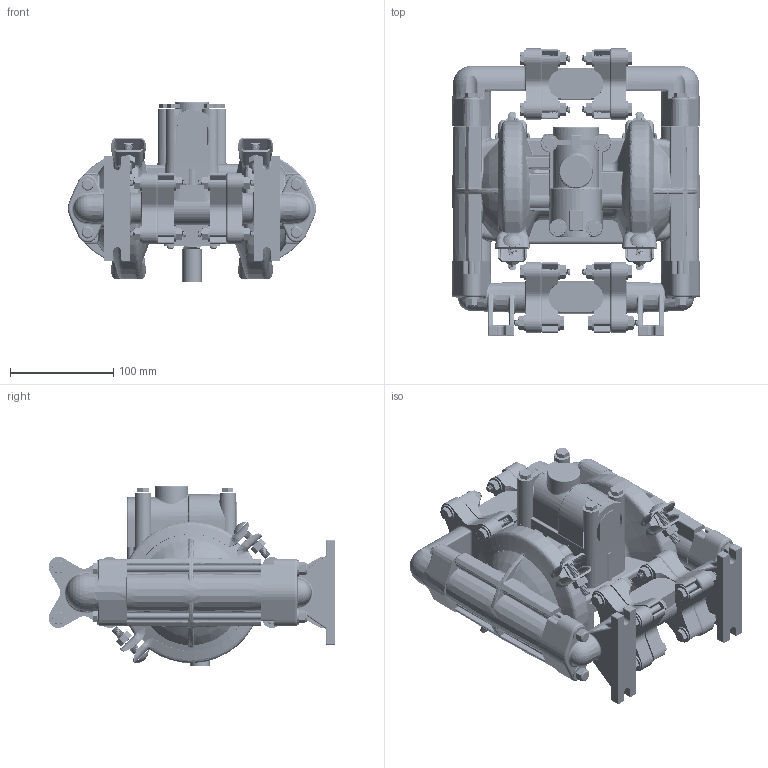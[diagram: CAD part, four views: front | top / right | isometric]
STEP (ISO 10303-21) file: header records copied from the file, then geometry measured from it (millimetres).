
FILE_DESCRIPTION((''),'2;1');
FILE_NAME('C050-SHRKWRP','2017-12-18T15:25:36',('dmcdermott'),(''),'CREO PARAMETRIC BY PTC INC, 2017110','CREO PARAMETRIC BY PTC INC, 2017110','');
FILE_SCHEMA(('CONFIG_CONTROL_DESIGN'));
Products named in the file (1): C050-SHRKWRP
Bounding box: 240.05 x 277.67 x 174.34 mm (x, y, z)
Surface area: 563295.7 mm2 (no closed solid volume)
Topology: 0 solids, 196 shells, 4935 faces, 13445 edges, 8593 vertices
Faces by surface type: cylinder 2051, plane 1045, bspline 912, cone 628, torus 220, sphere 79
Entity records: 275849 total; most frequent: CARTESIAN_POINT 166736, ORIENTED_EDGE 24028, DIRECTION 18612, EDGE_CURVE 13435, VERTEX_POINT 8593, AXIS2_PLACEMENT_3D 6994, B_SPLINE_CURVE_WITH_KNOTS 5840, EDGE_LOOP 4935
